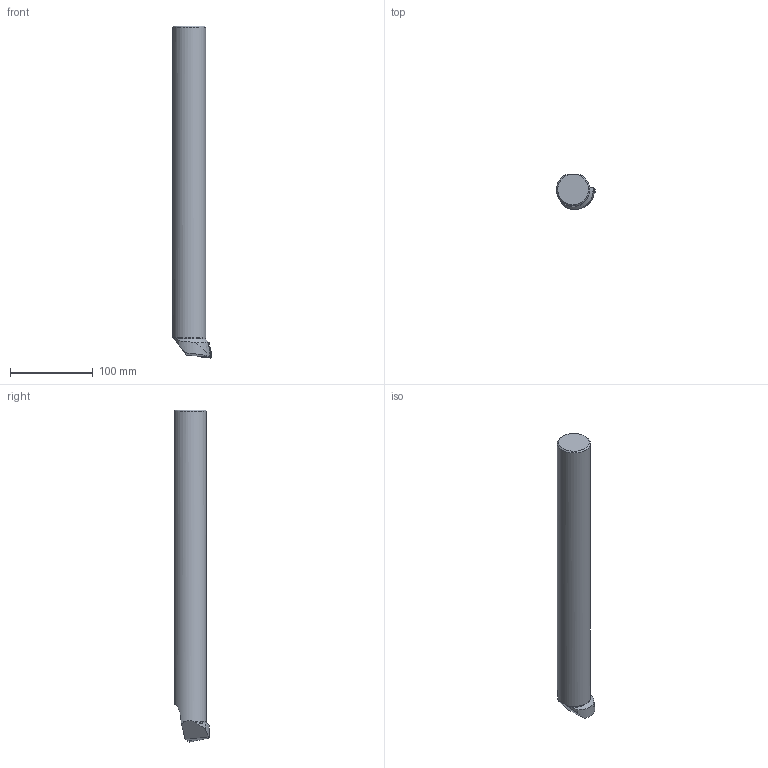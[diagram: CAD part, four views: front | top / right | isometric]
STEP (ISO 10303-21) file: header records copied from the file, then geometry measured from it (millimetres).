
FILE_DESCRIPTION((''),'2;1');
FILE_NAME('70557040_ASM','2019-01-22T07:54:03',('piechottad'),(''),'CREO PARAMETRIC BY PTC INC, 2018400','CREO PARAMETRIC BY PTC INC, 2018400','');
FILE_SCHEMA(('AUTOMOTIVE_DESIGN { 1 0 10303 214 1 1 1 1 }'));
Length unit declared in the file: millimetre
Products named in the file (3): 70557040NC; 70557040C; 70557040_ASM
Assembly tree (2 placements, depth 2):
  70557040_ASM
    70557040NC
    70557040C
Bounding box: 46.99 x 41.44 x 400.01 mm (x, y, z)
Volume: 476446.4 mm3; surface area: 51928 mm2
Topology: 2 solids, 2 shells, 37 faces, 105 edges, 72 vertices
Faces by surface type: plane 18, cylinder 11, cone 6, torus 2
Entity records: 3326 total; most frequent: CARTESIAN_POINT 388, DIRECTION 276, PRESENTATION_STYLE_ASSIGNMENT 194, STYLED_ITEM 194, ORIENTED_EDGE 190, PROPERTY_DEFINITION 187, REPRESENTATION 185, PROPERTY_DEFINITION_REPRESENTATION 185
